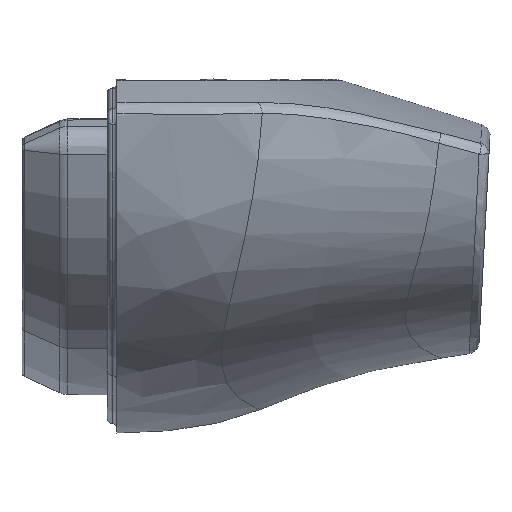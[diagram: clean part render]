
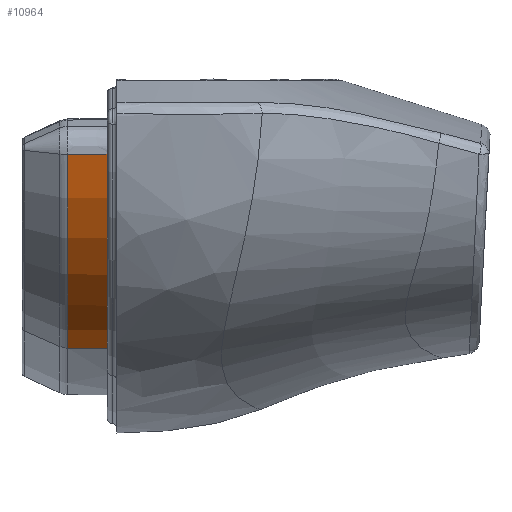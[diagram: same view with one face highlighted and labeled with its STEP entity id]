
A CAD part, left-side view. The second image highlights one B-rep face of the part: STEP entity #10964.
In plain terms, the highlighted conical face has half-angle 0.5 degrees and reference radius 11.4 mm.
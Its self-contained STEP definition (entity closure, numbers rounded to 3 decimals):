
#90 = EDGE_CURVE ( 'NONE', #7314, #24483, #2968, .T. ) ;
#316 = CARTESIAN_POINT ( 'NONE',  ( -17.565, -48.55, -1.816 ) ) ;
#991 = CARTESIAN_POINT ( 'NONE',  ( -19.583, -46.722, 2.532 ) ) ;
#1047 = DIRECTION ( 'NONE',  ( 0., 0., 1. ) ) ;
#1855 = VERTEX_POINT ( 'NONE', #3379 ) ;
#2125 = VERTEX_POINT ( 'NONE', #8527 ) ;
#2287 = CARTESIAN_POINT ( 'NONE',  ( -19.602, -48.551, 2.544 ) ) ;
#2392 = CARTESIAN_POINT ( 'NONE',  ( -19.584, -46.802, 2.532 ) ) ;
#2590 = CARTESIAN_POINT ( 'NONE',  ( -19.584, -46.8, 2.532 ) ) ;
#2896 = DIRECTION ( 'NONE',  ( 0., -1., 0. ) ) ;
#2968 = CIRCLE ( 'NONE', #17344, 11.382 ) ;
#3379 = CARTESIAN_POINT ( 'NONE',  ( -19.602, -48.551, 2.544 ) ) ;
#4690 = ORIENTED_EDGE ( 'NONE', *, *, #90, .F. ) ;
#5034 = DIRECTION ( 'NONE',  ( 0., 1., 0. ) ) ;
#6974 = EDGE_CURVE ( 'NONE', #1855, #2125, #10294, .T. ) ;
#7314 = VERTEX_POINT ( 'NONE', #19217 ) ;
#8284 = ORIENTED_EDGE ( 'NONE', *, *, #6974, .F. ) ;
#8527 = CARTESIAN_POINT ( 'NONE',  ( -12.106, -48.55, -5.639 ) ) ;
#8656 = EDGE_CURVE ( 'NONE', #7314, #2125, #29971, .T. ) ;
#10294 = B_SPLINE_CURVE_WITH_KNOTS ( 'NONE', 3,
 ( #17788, #22987, #15056, #28069, #316, #25185, #25410, #10408, #25298, #22761 ),
 .UNSPECIFIED., .F., .F.,
 ( 4, 2, 2, 2, 4 ),
 ( 0., 0.25, 0.5, 0.75, 1. ),
 .UNSPECIFIED. ) ;
#10408 = CARTESIAN_POINT ( 'NONE',  ( -13.899, -48.55, -4.914 ) ) ;
#10797 = CARTESIAN_POINT ( 'NONE',  ( -8.513, -48.8, 5.177 ) ) ;
#10964 = ADVANCED_FACE ( 'NONE', ( #27098 ), #21979, .T. ) ;
#12127 = EDGE_CURVE ( 'NONE', #24483, #1855, #19653, .T. ) ;
#12785 = CARTESIAN_POINT ( 'NONE',  ( -19.59, -47.388, 2.536 ) ) ;
#13432 = ORIENTED_EDGE ( 'NONE', *, *, #8656, .T. ) ;
#15039 = CARTESIAN_POINT ( 'NONE',  ( -19.584, -46.774, 2.532 ) ) ;
#15056 = CARTESIAN_POINT ( 'NONE',  ( -19.034, -48.55, 0.688 ) ) ;
#15150 = CARTESIAN_POINT ( 'NONE',  ( -19.584, -46.807, 2.532 ) ) ;
#15504 = DIRECTION ( 'NONE',  ( -0.003, -1., -0.008 ) ) ;
#15529 = EDGE_LOOP ( 'NONE', ( #13432, #8284, #26605, #4690 ) ) ;
#17344 = AXIS2_PLACEMENT_3D ( 'NONE', #20180, #5034, #30594 ) ;
#17658 = CARTESIAN_POINT ( 'NONE',  ( -19.596, -47.97, 2.54 ) ) ;
#17676 = VECTOR ( 'NONE', #15504, 1000. ) ;
#17788 = CARTESIAN_POINT ( 'NONE',  ( -19.602, -48.551, 2.544 ) ) ;
#19217 = CARTESIAN_POINT ( 'NONE',  ( -12.101, -46.722, -5.624 ) ) ;
#19653 = B_SPLINE_CURVE_WITH_KNOTS ( 'NONE', 3,
 ( #25390, #25057, #15039, #2590, #2392, #30391, #15150, #12785, #17658, #2287 ),
 .UNSPECIFIED., .F., .F.,
 ( 4, 3, 3, 4 ),
 ( 0.002, 0.002, 0.002, 0.004 ),
 .UNSPECIFIED. ) ;
#20180 = CARTESIAN_POINT ( 'NONE',  ( -8.513, -46.722, 5.177 ) ) ;
#21979 = CONICAL_SURFACE ( 'NONE', #26424, 11.4, 0.009 ) ;
#22761 = CARTESIAN_POINT ( 'NONE',  ( -12.106, -48.55, -5.639 ) ) ;
#22987 = CARTESIAN_POINT ( 'NONE',  ( -19.378, -48.54, 1.601 ) ) ;
#24483 = VERTEX_POINT ( 'NONE', #991 ) ;
#25057 = CARTESIAN_POINT ( 'NONE',  ( -19.583, -46.748, 2.532 ) ) ;
#25185 = CARTESIAN_POINT ( 'NONE',  ( -16.262, -48.55, -3.237 ) ) ;
#25298 = CARTESIAN_POINT ( 'NONE',  ( -13.022, -48.54, -5.335 ) ) ;
#25390 = CARTESIAN_POINT ( 'NONE',  ( -19.583, -46.722, 2.532 ) ) ;
#25410 = CARTESIAN_POINT ( 'NONE',  ( -15.519, -48.55, -3.865 ) ) ;
#26424 = AXIS2_PLACEMENT_3D ( 'NONE', #10797, #2896, #1047 ) ;
#26605 = ORIENTED_EDGE ( 'NONE', *, *, #12127, .F. ) ;
#27098 = FACE_OUTER_BOUND ( 'NONE', #15529, .T. ) ;
#28069 = CARTESIAN_POINT ( 'NONE',  ( -18.127, -48.55, -1.021 ) ) ;
#29971 = LINE ( 'NONE', #30426, #17676 ) ;
#30391 = CARTESIAN_POINT ( 'NONE',  ( -19.584, -46.804, 2.532 ) ) ;
#30426 = CARTESIAN_POINT ( 'NONE',  ( -12.107, -48.8, -5.641 ) ) ;
#30594 = DIRECTION ( 'NONE',  ( 0., 0., -1. ) ) ;
